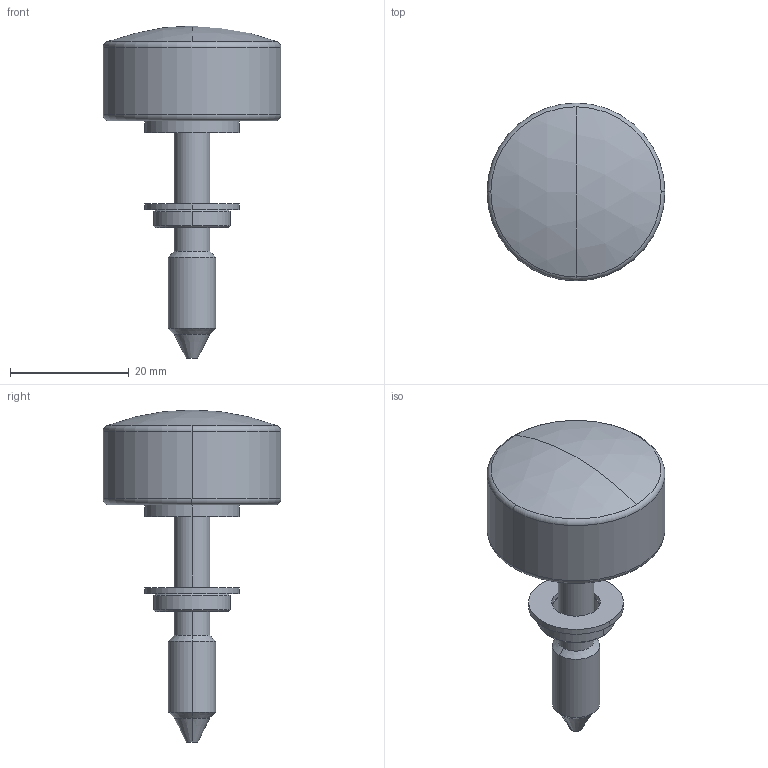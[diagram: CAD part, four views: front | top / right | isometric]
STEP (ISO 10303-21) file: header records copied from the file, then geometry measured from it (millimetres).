
FILE_DESCRIPTION (( 'STEP AP203' ), '1' );
FILE_NAME ('A-226-3.STEP', '2010-07-06T08:14:27', ( ' ' ), ( ' ' ), 'SwSTEP 2.0', 'SolidWorks 2007', '' );
FILE_SCHEMA (( 'CONFIG_CONTROL_DESIGN' ));
Length unit declared in the file: millimetre
Products named in the file (4): A-226-3偮傑傒__棉太倌; A-226-3ナイロンワッシャー__ﾃﾞﾌｫﾙﾄ; A-226-3; A-226-3揝嵗嬥__棉太倌
Assembly tree (3 placements, depth 2):
  A-226-3
    A-226-3揝嵗嬥__棉太倌
    A-226-3ナイロンワッシャー__ﾃﾞﾌｫﾙﾄ
    A-226-3偮傑傒__棉太倌
Bounding box: 30 x 30 x 56 mm (x, y, z)
Volume: 12358.1 mm3; surface area: 4209.7 mm2
Topology: 3 solids, 3 shells, 39 faces, 78 edges, 47 vertices
Faces by surface type: cylinder 16, cone 10, plane 7, torus 4, sphere 2
Entity records: 1446 total; most frequent: DIRECTION 220, CARTESIAN_POINT 170, ORIENTED_EDGE 156, AXIS2_PLACEMENT_3D 97, EDGE_CURVE 78, CIRCLE 52, VERTEX_POINT 47, EDGE_LOOP 45
